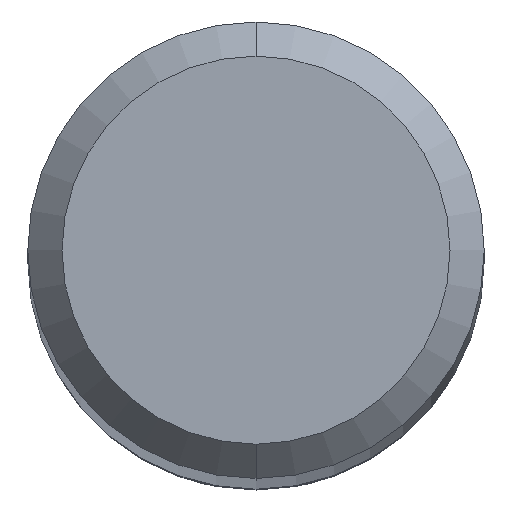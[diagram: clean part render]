
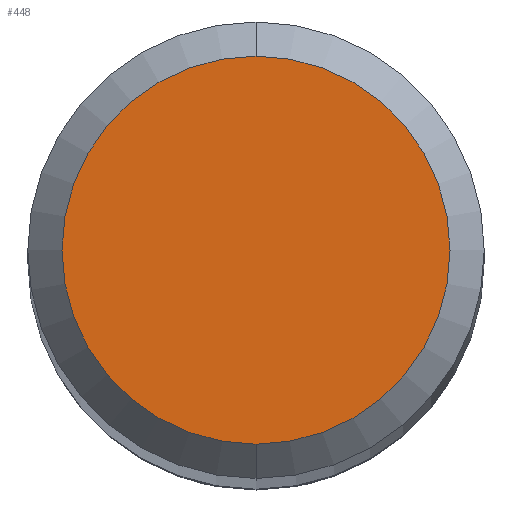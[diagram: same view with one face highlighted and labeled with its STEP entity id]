
A CAD part, top view. The second image highlights one B-rep face of the part: STEP entity #448.
In plain terms, the highlighted planar face has unit normal (0, 0, 1).
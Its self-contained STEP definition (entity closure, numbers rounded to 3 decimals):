
#182=VERTEX_POINT('',#499);
#348=EDGE_CURVE('',#182,#384,#681,.T.);
#384=VERTEX_POINT('',#721);
#438=EDGE_CURVE('',#384,#182,#784,.T.);
#448=ADVANCED_FACE('',(#794),#795,.T.);
#499=CARTESIAN_POINT('',(0.,-1.7,0.0));
#681=CIRCLE('',#1185,1.7);
#721=CARTESIAN_POINT('',(0.0,1.7,0.0));
#784=CIRCLE('',#1376,1.7);
#794=FACE_OUTER_BOUND('',#1415,.T.);
#795=PLANE('',#1416);
#1185=AXIS2_PLACEMENT_3D('',#1672,#1673,#1674);
#1376=AXIS2_PLACEMENT_3D('',#1810,#1811,#1812);
#1415=EDGE_LOOP('',(#1815,#1816));
#1416=AXIS2_PLACEMENT_3D('',#1817,#1818,#1819);
#1672=CARTESIAN_POINT('',(0.0,0.0,0.0));
#1673=DIRECTION('',(0.0,0.0,-1.0));
#1674=DIRECTION('',(0.0,1.0,0.0));
#1810=CARTESIAN_POINT('',(0.0,0.0,0.0));
#1811=DIRECTION('',(0.0,0.0,-1.0));
#1812=DIRECTION('',(0.0,1.0,0.0));
#1815=ORIENTED_EDGE('',*,*,#438,.F.);
#1816=ORIENTED_EDGE('',*,*,#348,.F.);
#1817=CARTESIAN_POINT('',(0.0,0.85,0.0));
#1818=DIRECTION('',(-0.0,0.0,1.0));
#1819=DIRECTION('',(0.0,-1.0,0.0));
